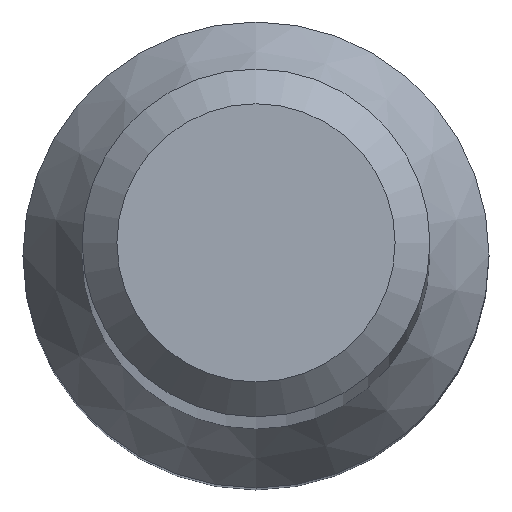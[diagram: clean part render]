
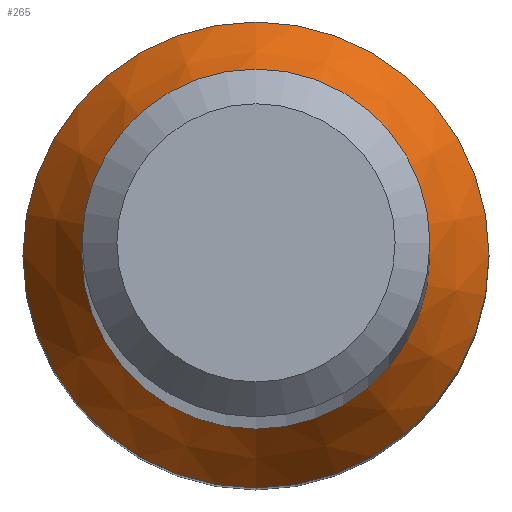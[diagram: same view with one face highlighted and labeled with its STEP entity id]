
A CAD part, top view. The second image highlights one B-rep face of the part: STEP entity #265.
In plain terms, the highlighted conical face has half-angle 30 degrees and reference radius 2.01 mm.
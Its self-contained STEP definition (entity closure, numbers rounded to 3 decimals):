
#11 = EDGE_CURVE ( 'NONE', #235, #235, #188, .T. ) ;
#12 = CARTESIAN_POINT ( 'NONE',  ( 0., 1.5, 10.883 ) ) ;
#14 = FACE_BOUND ( 'NONE', #180, .T. ) ;
#18 = EDGE_CURVE ( 'NONE', #258, #258, #139, .T. ) ;
#20 = CARTESIAN_POINT ( 'NONE',  ( 0., 0., 10.883 ) ) ;
#35 = CONICAL_SURFACE ( 'NONE', #104, 2.01, 0.524 ) ;
#46 = CARTESIAN_POINT ( 'NONE',  ( 0., 0., 10. ) ) ;
#58 = CARTESIAN_POINT ( 'NONE',  ( 0., 2.01, 10. ) ) ;
#70 = DIRECTION ( 'NONE',  ( 0., 0., -1. ) ) ;
#73 = DIRECTION ( 'NONE',  ( 0., 1., 0. ) ) ;
#104 = AXIS2_PLACEMENT_3D ( 'NONE', #263, #285, #175 ) ;
#112 = ORIENTED_EDGE ( 'NONE', *, *, #18, .F. ) ;
#123 = AXIS2_PLACEMENT_3D ( 'NONE', #20, #70, #254 ) ;
#139 = CIRCLE ( 'NONE', #264, 2.01 ) ;
#161 = ORIENTED_EDGE ( 'NONE', *, *, #11, .T. ) ;
#175 = DIRECTION ( 'NONE',  ( 0., 1., 0. ) ) ;
#180 = EDGE_LOOP ( 'NONE', ( #161 ) ) ;
#188 = CIRCLE ( 'NONE', #123, 1.5 ) ;
#199 = FACE_OUTER_BOUND ( 'NONE', #297, .T. ) ;
#235 = VERTEX_POINT ( 'NONE', #12 ) ;
#254 = DIRECTION ( 'NONE',  ( 0., 1., 0. ) ) ;
#258 = VERTEX_POINT ( 'NONE', #58 ) ;
#263 = CARTESIAN_POINT ( 'NONE',  ( 0., 0., 10. ) ) ;
#264 = AXIS2_PLACEMENT_3D ( 'NONE', #46, #280, #73 ) ;
#265 = ADVANCED_FACE ( 'NONE', ( #14, #199 ), #35, .T. ) ;
#280 = DIRECTION ( 'NONE',  ( 0., 0., -1. ) ) ;
#285 = DIRECTION ( 'NONE',  ( 0., 0., -1. ) ) ;
#297 = EDGE_LOOP ( 'NONE', ( #112 ) ) ;
